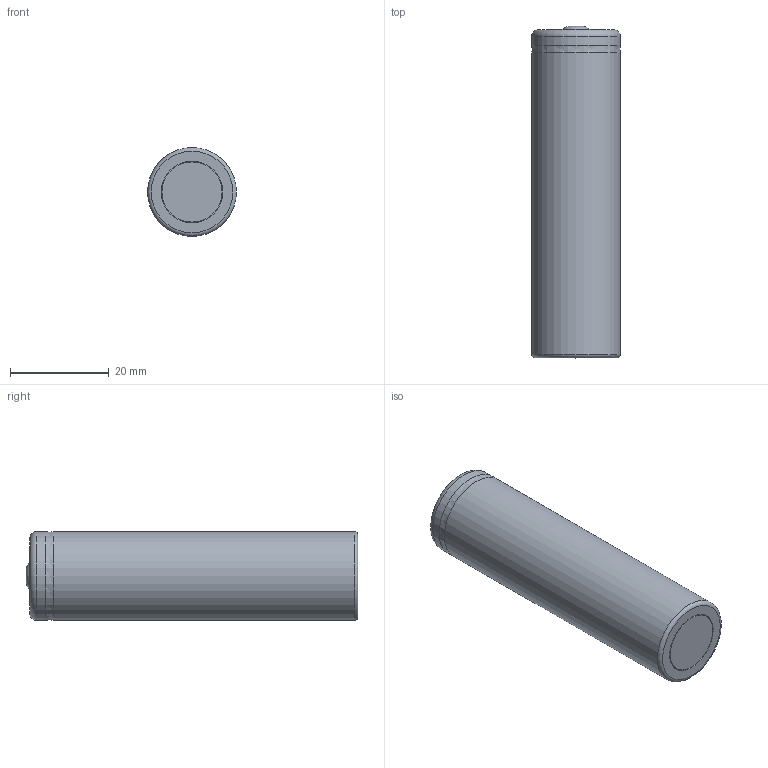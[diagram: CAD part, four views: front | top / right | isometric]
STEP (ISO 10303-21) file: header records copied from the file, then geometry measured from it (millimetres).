
FILE_DESCRIPTION(/* description */ (''),/* implementation_level */ '2;1');
FILE_NAME(/* name */ '18650.stp',/* time_stamp */ '2017-06-07T12:04:45+06:00',/* author */ ('User'),/* organization */ (''),/* preprocessor_version */ 'ST-DEVELOPER v16.5',/* originating_system */ 'Autodesk Inventor 2017',/* authorisation */ '');
FILE_SCHEMA (('AUTOMOTIVE_DESIGN { 1 0 10303 214 3 1 1 }'));
Length unit declared in the file: millimetre
Products named in the file (1): 18650
Bounding box: 18 x 67.23 x 18 mm (x, y, z)
Volume: 16901.1 mm3; surface area: 4247.6 mm2
Topology: 1 solids, 1 shells, 16 faces, 28 edges, 18 vertices
Faces by surface type: cylinder 6, plane 6, torus 2, bspline 2
Full cylindrical faces by diameter (mm): 6 x1, 11 x1, 12.168 x1, 12.454 x1, 18 x2
Entity records: 474 total; most frequent: CARTESIAN_POINT 146, DIRECTION 60, ORIENTED_EDGE 34, AXIS2_PLACEMENT_3D 30, EDGE_LOOP 29, EDGE_CURVE 17, FACE_OUTER_BOUND 16, VERTEX_POINT 16
